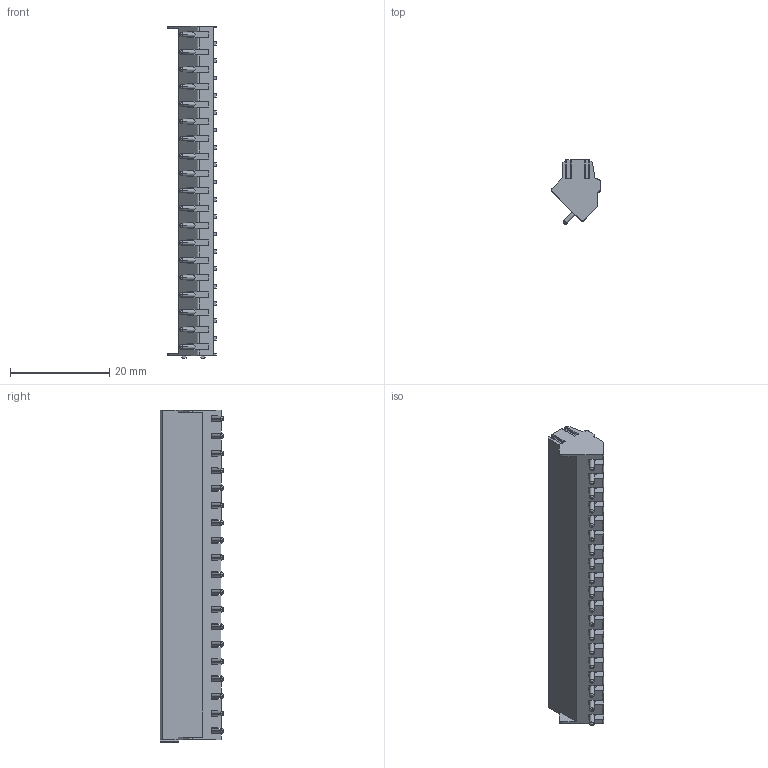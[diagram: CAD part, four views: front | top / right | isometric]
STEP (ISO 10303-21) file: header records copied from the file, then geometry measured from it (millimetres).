
FILE_DESCRIPTION((''),'2;1');
FILE_NAME('PRT0050','2024-10-18T',('yanfa'),(''),'PRO/ENGINEER BY PARAMETRIC TECHNOLOGY CORPORATION, 2009280','PRO/ENGINEER BY PARAMETRIC TECHNOLOGY CORPORATION, 2009280','');
FILE_SCHEMA(('AUTOMOTIVE_DESIGN_CC2 { 1 2 10303 214 -1 1 5 2 }'));
Length unit declared in the file: millimetre
Products named in the file (1): PRT0050
Bounding box: 9.81 x 12.83 x 67 mm (x, y, z)
Volume: 3838.1 mm3; surface area: 4864.5 mm2
Topology: 1 solids, 1 shells, 1344 faces, 3665 edges, 2380 vertices
Faces by surface type: plane 890, cylinder 302, cone 114, torus 38
Entity records: 42734 total; most frequent: CARTESIAN_POINT 8400, ORIENTED_EDGE 7330, DIRECTION 6957, EDGE_CURVE 3665, VECTOR 2681, LINE 2681, VERTEX_POINT 2380, AXIS2_PLACEMENT_3D 2138
